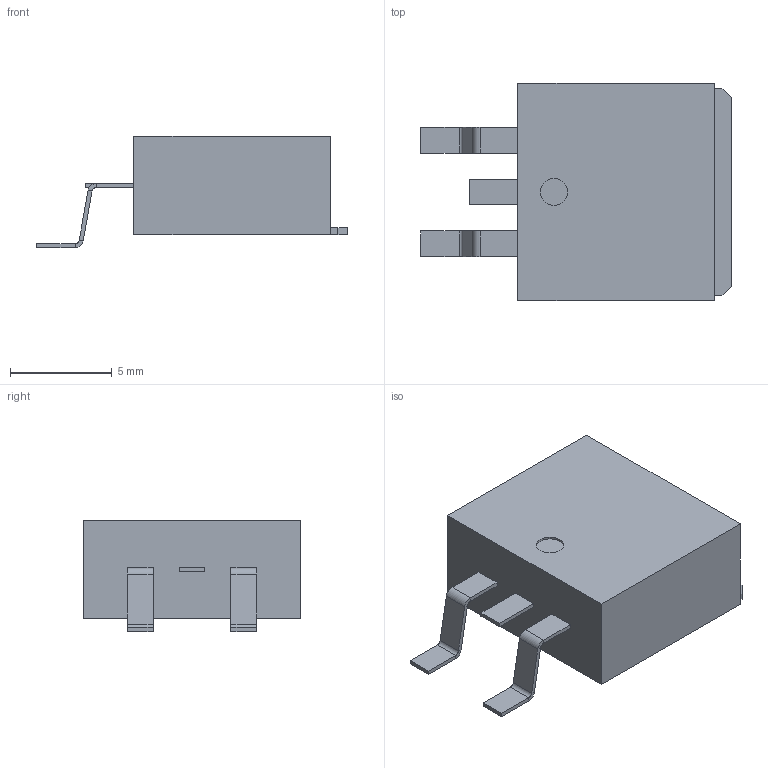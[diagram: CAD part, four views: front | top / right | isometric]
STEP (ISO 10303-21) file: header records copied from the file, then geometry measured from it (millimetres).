
FILE_DESCRIPTION(('Open CASCADE Model'),'2;1');
FILE_NAME('Open CASCADE Shape Model','2023-12-11T19:20:32',('Author'),( 'Open CASCADE'),'Open CASCADE STEP processor 7.5','Open CASCADE 7.5' ,'Unknown');
FILE_SCHEMA(('AUTOMOTIVE_DESIGN { 1 0 10303 214 1 1 1 1 }'));
Length unit declared in the file: millimetre
Products named in the file (8): DPAK254P1524X483-3L.step; Open CASCADE STEP translator 7.5 11.1; Body; Open CASCADE STEP translator 7.5 11.2.1; Lead; Trimmed Lead; tab; Open CASCADE STEP translator 7.5 11.6.1
Assembly tree (8 placements, depth 3):
  DPAK254P1524X483-3L.step
    Open CASCADE STEP translator 7.5 11.1
    Body
      Open CASCADE STEP translator 7.5 11.2.1
    Lead  x2
    Trimmed Lead
    tab
      Open CASCADE STEP translator 7.5 11.6.1
Bounding box: 15.24 x 10.65 x 5.46 mm (x, y, z)
Volume: 525.2 mm3; surface area: 606.8 mm2
Topology: 5 solids, 6 shells, 67 faces, 134 edges, 79 vertices
Faces by surface type: plane 58, cylinder 9
Full cylindrical faces by diameter (mm): 1.331 x1
Entity records: 2495 total; most frequent: CARTESIAN_POINT 408, DIRECTION 378, LINE 241, VECTOR 241, ORIENTED_EDGE 179, PCURVE 179, DEFINITIONAL_REPRESENTATION 179, EDGE_CURVE 90
